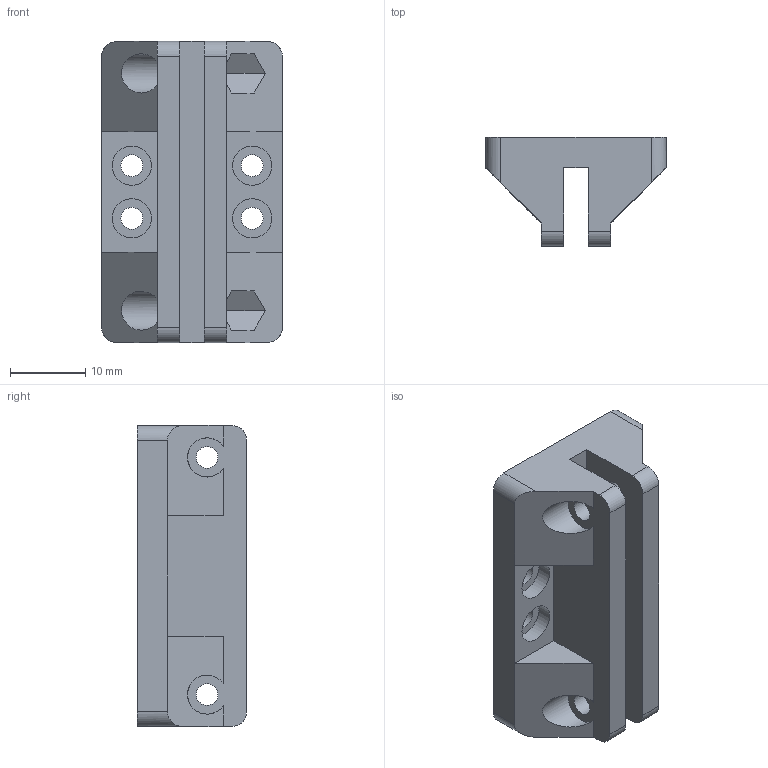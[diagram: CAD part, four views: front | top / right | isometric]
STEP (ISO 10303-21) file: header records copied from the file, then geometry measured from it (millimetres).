
FILE_DESCRIPTION(/* description */ (''),/* implementation_level */ '2;1');
FILE_NAME(/* name */ '88051118-c649-48aa-9f0a-ba356b857df7.stp',/* time_stamp */ '2022-06-09T11:14:45Z',/* author */ (''),/* organization */ (''),/* preprocessor_version */ 'ST-DEVELOPER v19',/* originating_system */ 'Autodesk Translation Framework v11.7.0.108',/* authorisation */ '');
FILE_SCHEMA (('AUTOMOTIVE_DESIGN { 1 0 10303 214 3 1 1 }'));
Length unit declared in the file: millimetre
Products named in the file (1): piHQcam_mount_plate_2_dynamixel
Bounding box: 24 x 14.5 x 40 mm (x, y, z)
Volume: 7153.6 mm3; surface area: 4535.4 mm2
Topology: 1 solids, 1 shells, 60 faces, 158 edges, 104 vertices
Faces by surface type: plane 38, cylinder 22
Full cylindrical faces by diameter (mm): 2.9 x8, 5.2 x4
Entity records: 1919 total; most frequent: DIRECTION 324, CARTESIAN_POINT 323, ORIENTED_EDGE 316, EDGE_CURVE 158, LINE 114, VECTOR 114, AXIS2_PLACEMENT_3D 105, VERTEX_POINT 104
